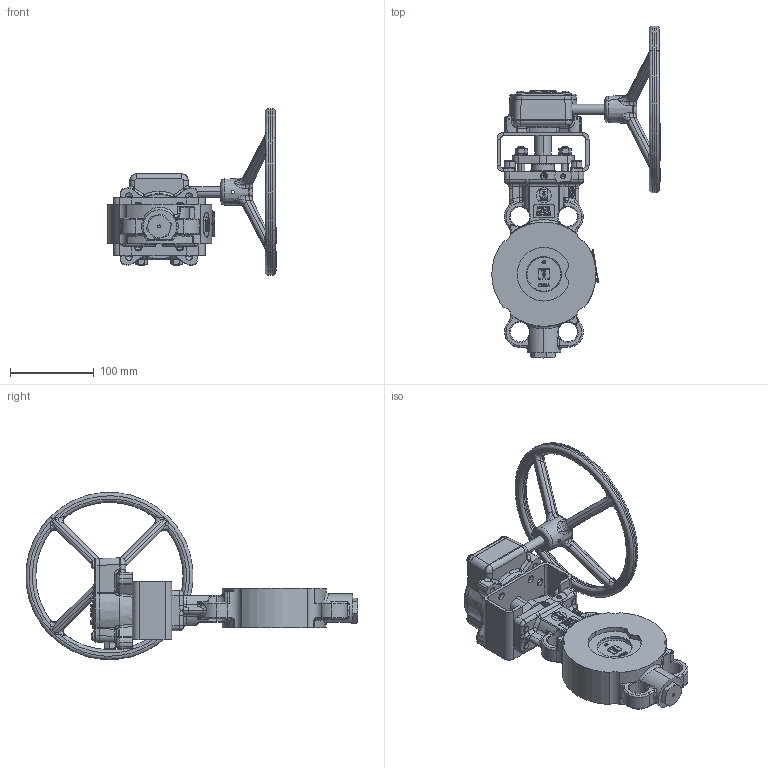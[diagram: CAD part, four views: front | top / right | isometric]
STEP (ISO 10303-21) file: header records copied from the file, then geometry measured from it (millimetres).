
FILE_DESCRIPTION (( 'STEP AP214' ), '1' );
FILE_NAME ('5590B06503.STEP', '2024-07-30T07:00:43', ( '' ), ( '' ), 'SwSTEP 2.0', 'SolidWorks 2022', '' );
FILE_SCHEMA (( 'AUTOMOTIVE_DESIGN' ));
Length unit declared in the file: millimetre
Products named in the file (1): 5590B06503
Bounding box: 201.25 x 396.62 x 199.24 mm (x, y, z)
Volume: 1116354.4 mm3; surface area: 258320.4 mm2
Topology: 21 solids, 42 shells, 4683 faces, 11985 edges, 7595 vertices
Faces by surface type: plane 1841, bspline 1541, cylinder 760, cone 375, torus 145, sphere 21
Entity records: 285870 total; most frequent: CARTESIAN_POINT 132494, ORIENTED_EDGE 23802, DIRECTION 16766, EDGE_CURVE 11901, VERTEX_POINT 7594, LINE 5646, VECTOR 5646, AXIS2_PLACEMENT_3D 5560
